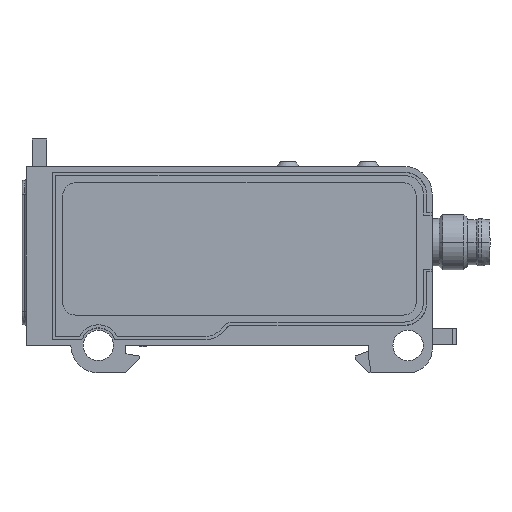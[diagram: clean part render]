
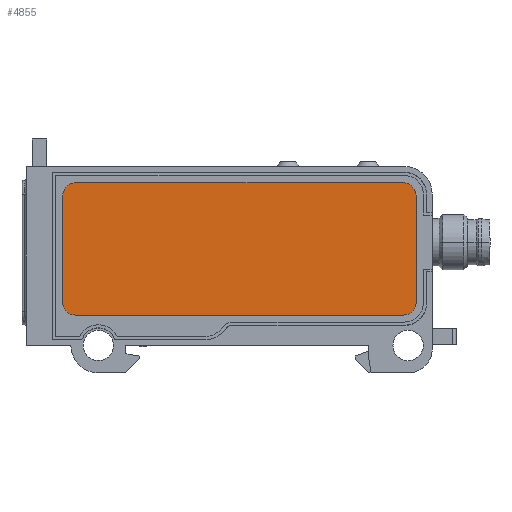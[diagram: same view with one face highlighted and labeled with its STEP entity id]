
A CAD part, front view. The second image highlights one B-rep face of the part: STEP entity #4855.
In plain terms, the highlighted planar face has unit normal (0, -1, 0).
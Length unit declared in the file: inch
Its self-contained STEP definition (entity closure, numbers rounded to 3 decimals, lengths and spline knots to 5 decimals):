
#146 = VERTEX_POINT ( 'NONE', #5222 ) ;
#183 = DIRECTION ( 'NONE',  ( -1., 0., 0. ) ) ;
#215 = DIRECTION ( 'NONE',  ( 0., 1., 0. ) ) ;
#761 = CARTESIAN_POINT ( 'NONE',  ( 0.99114, -0.22835, 1.08957 ) ) ;
#1800 = CIRCLE ( 'NONE', #3194, 0.07087 ) ;
#2383 = CARTESIAN_POINT ( 'NONE',  ( 0.99901, -0.22835, 0.40256 ) ) ;
#2492 = CARTESIAN_POINT ( 'NONE',  ( -0.95177, -0.22835, 1.01083 ) ) ;
#2991 = LINE ( 'NONE', #4665, #11778 ) ;
#3055 = CARTESIAN_POINT ( 'NONE',  ( -0.8809, -0.22835, 0.33169 ) ) ;
#3194 = AXIS2_PLACEMENT_3D ( 'NONE', #2383, #9813, #3454 ) ;
#3454 = DIRECTION ( 'NONE',  ( 1., 0., 0. ) ) ;
#3571 = CARTESIAN_POINT ( 'NONE',  ( 1.06988, -0.22835, 1.01083 ) ) ;
#3751 = VERTEX_POINT ( 'NONE', #10519 ) ;
#3813 = DIRECTION ( 'NONE',  ( 0., 1., 0. ) ) ;
#4546 = VECTOR ( 'NONE', #183, 39.37008 ) ;
#4581 = DIRECTION ( 'NONE',  ( 0., 0., -1. ) ) ;
#4665 = CARTESIAN_POINT ( 'NONE',  ( -0.87303, -0.22835, 1.08957 ) ) ;
#4785 = EDGE_LOOP ( 'NONE', ( #10406, #10538, #8639, #13231, #5636, #7267, #7123, #5484 ) ) ;
#4855 = ADVANCED_FACE ( 'NONE', ( #9732 ), #11354, .F. ) ;
#4873 = LINE ( 'NONE', #8648, #4546 ) ;
#5005 = DIRECTION ( 'NONE',  ( 0., 1., 0. ) ) ;
#5008 = LINE ( 'NONE', #8438, #13457 ) ;
#5196 = CIRCLE ( 'NONE', #6937, 0.07087 ) ;
#5222 = CARTESIAN_POINT ( 'NONE',  ( 1.06988, -0.22835, 1.01083 ) ) ;
#5484 = ORIENTED_EDGE ( 'NONE', *, *, #9536, .F. ) ;
#5636 = ORIENTED_EDGE ( 'NONE', *, *, #12412, .F. ) ;
#5648 = VERTEX_POINT ( 'NONE', #5839 ) ;
#5807 = CIRCLE ( 'NONE', #12349, 0.07874 ) ;
#5839 = CARTESIAN_POINT ( 'NONE',  ( -0.87303, -0.22835, 1.08957 ) ) ;
#6365 = DIRECTION ( 'NONE',  ( 0., 1., 0. ) ) ;
#6600 = CARTESIAN_POINT ( 'NONE',  ( -0.87303, -0.22835, 1.01083 ) ) ;
#6606 = EDGE_CURVE ( 'NONE', #7984, #7589, #4873, .T. ) ;
#6937 = AXIS2_PLACEMENT_3D ( 'NONE', #10162, #3813, #11212 ) ;
#7123 = ORIENTED_EDGE ( 'NONE', *, *, #10333, .F. ) ;
#7267 = ORIENTED_EDGE ( 'NONE', *, *, #11632, .F. ) ;
#7336 = VECTOR ( 'NONE', #4581, 39.37008 ) ;
#7462 = AXIS2_PLACEMENT_3D ( 'NONE', #8131, #5005, #12406 ) ;
#7589 = VERTEX_POINT ( 'NONE', #3055 ) ;
#7680 = DIRECTION ( 'NONE',  ( 1., 0., 0. ) ) ;
#7984 = VERTEX_POINT ( 'NONE', #8791 ) ;
#8108 = EDGE_CURVE ( 'NONE', #7589, #3751, #5196, .T. ) ;
#8131 = CARTESIAN_POINT ( 'NONE',  ( -0.87303, -0.22835, 1.01083 ) ) ;
#8438 = CARTESIAN_POINT ( 'NONE',  ( -0.95177, -0.22835, 0.40256 ) ) ;
#8639 = ORIENTED_EDGE ( 'NONE', *, *, #8108, .F. ) ;
#8648 = CARTESIAN_POINT ( 'NONE',  ( 0.99901, -0.22835, 0.33169 ) ) ;
#8791 = CARTESIAN_POINT ( 'NONE',  ( 0.99901, -0.22835, 0.33169 ) ) ;
#8911 = EDGE_CURVE ( 'NONE', #3751, #12036, #5008, .T. ) ;
#9438 = CARTESIAN_POINT ( 'NONE',  ( 1.06988, -0.22835, 0.40256 ) ) ;
#9536 = EDGE_CURVE ( 'NONE', #5648, #12212, #2991, .T. ) ;
#9732 = FACE_OUTER_BOUND ( 'NONE', #4785, .T. ) ;
#9764 = VERTEX_POINT ( 'NONE', #9438 ) ;
#9813 = DIRECTION ( 'NONE',  ( 0., 1., 0. ) ) ;
#10138 = LINE ( 'NONE', #3571, #7336 ) ;
#10162 = CARTESIAN_POINT ( 'NONE',  ( -0.8809, -0.22835, 0.40256 ) ) ;
#10333 = EDGE_CURVE ( 'NONE', #12212, #146, #13734, .T. ) ;
#10406 = ORIENTED_EDGE ( 'NONE', *, *, #13377, .F. ) ;
#10519 = CARTESIAN_POINT ( 'NONE',  ( -0.95177, -0.22835, 0.40256 ) ) ;
#10538 = ORIENTED_EDGE ( 'NONE', *, *, #8911, .F. ) ;
#10559 = DIRECTION ( 'NONE',  ( 0., 0., 1. ) ) ;
#11212 = DIRECTION ( 'NONE',  ( 1., 0., 0. ) ) ;
#11354 = PLANE ( 'NONE',  #7462 ) ;
#11467 = AXIS2_PLACEMENT_3D ( 'NONE', #12708, #6365, #13748 ) ;
#11632 = EDGE_CURVE ( 'NONE', #146, #9764, #10138, .T. ) ;
#11778 = VECTOR ( 'NONE', #12221, 39.37008 ) ;
#12036 = VERTEX_POINT ( 'NONE', #2492 ) ;
#12212 = VERTEX_POINT ( 'NONE', #761 ) ;
#12221 = DIRECTION ( 'NONE',  ( 1., 0., 0. ) ) ;
#12349 = AXIS2_PLACEMENT_3D ( 'NONE', #6600, #215, #7680 ) ;
#12406 = DIRECTION ( 'NONE',  ( -1., 0., 0. ) ) ;
#12412 = EDGE_CURVE ( 'NONE', #9764, #7984, #1800, .T. ) ;
#12708 = CARTESIAN_POINT ( 'NONE',  ( 0.99114, -0.22835, 1.01083 ) ) ;
#13231 = ORIENTED_EDGE ( 'NONE', *, *, #6606, .F. ) ;
#13377 = EDGE_CURVE ( 'NONE', #12036, #5648, #5807, .T. ) ;
#13457 = VECTOR ( 'NONE', #10559, 39.37008 ) ;
#13734 = CIRCLE ( 'NONE', #11467, 0.07874 ) ;
#13748 = DIRECTION ( 'NONE',  ( -1., 0., 0. ) ) ;
